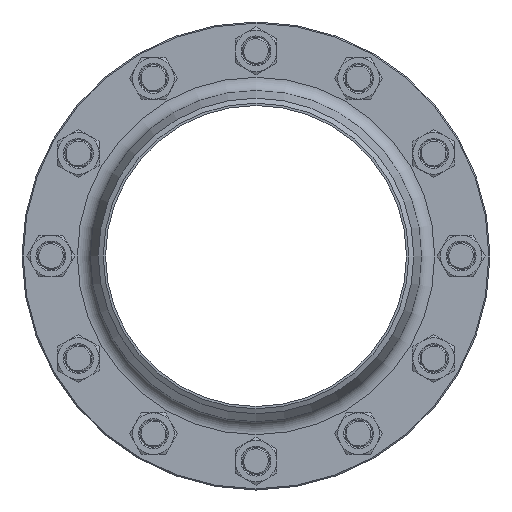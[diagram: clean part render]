
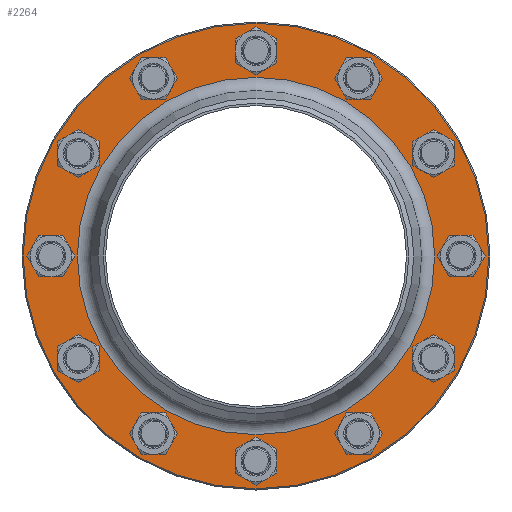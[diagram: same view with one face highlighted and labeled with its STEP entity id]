
A CAD part, left-side view. The second image highlights one B-rep face of the part: STEP entity #2264.
In plain terms, the highlighted planar face has unit normal (-1, 0, 0).
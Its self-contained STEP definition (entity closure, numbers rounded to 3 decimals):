
#1004=FACE_BOUND('',#3929,.T.);
#1005=FACE_BOUND('',#3930,.T.);
#1006=FACE_BOUND('',#3931,.T.);
#1007=FACE_BOUND('',#3932,.T.);
#1008=FACE_BOUND('',#3933,.T.);
#1009=FACE_BOUND('',#3934,.T.);
#1010=FACE_BOUND('',#3935,.T.);
#1011=FACE_BOUND('',#3936,.T.);
#1012=FACE_BOUND('',#3937,.T.);
#1013=FACE_BOUND('',#3938,.T.);
#1014=FACE_BOUND('',#3939,.T.);
#1015=FACE_BOUND('',#3940,.T.);
#1016=FACE_BOUND('',#3941,.T.);
#1017=FACE_BOUND('',#3942,.T.);
#1603=CIRCLE('',#10549,154.6);
#1604=CIRCLE('',#10551,201.5);
#1605=CIRCLE('',#10552,13.5);
#1606=CIRCLE('',#10553,13.5);
#1607=CIRCLE('',#10554,13.5);
#1608=CIRCLE('',#10555,13.5);
#1609=CIRCLE('',#10556,13.5);
#1610=CIRCLE('',#10557,13.5);
#1611=CIRCLE('',#10558,13.5);
#1612=CIRCLE('',#10559,13.5);
#1613=CIRCLE('',#10560,13.5);
#1614=CIRCLE('',#10561,13.5);
#1615=CIRCLE('',#10562,13.5);
#1616=CIRCLE('',#10563,13.5);
#2264=ADVANCED_FACE('',(#1004,#1005,#1006,#1007,#1008,#1009,#1010,#1011,
#1012,#1013,#1014,#1015,#1016,#1017),#2719,.F.);
#2719=PLANE('',#10564);
#3929=EDGE_LOOP('',(#6433));
#3930=EDGE_LOOP('',(#6434));
#3931=EDGE_LOOP('',(#6435));
#3932=EDGE_LOOP('',(#6436));
#3933=EDGE_LOOP('',(#6437));
#3934=EDGE_LOOP('',(#6438));
#3935=EDGE_LOOP('',(#6439));
#3936=EDGE_LOOP('',(#6440));
#3937=EDGE_LOOP('',(#6441));
#3938=EDGE_LOOP('',(#6442));
#3939=EDGE_LOOP('',(#6443));
#3940=EDGE_LOOP('',(#6444));
#3941=EDGE_LOOP('',(#6445));
#3942=EDGE_LOOP('',(#6446));
#6433=ORIENTED_EDGE('',*,*,#8922,.T.);
#6434=ORIENTED_EDGE('',*,*,#8923,.T.);
#6435=ORIENTED_EDGE('',*,*,#8924,.T.);
#6436=ORIENTED_EDGE('',*,*,#8925,.T.);
#6437=ORIENTED_EDGE('',*,*,#8926,.T.);
#6438=ORIENTED_EDGE('',*,*,#8927,.T.);
#6439=ORIENTED_EDGE('',*,*,#8928,.T.);
#6440=ORIENTED_EDGE('',*,*,#8929,.T.);
#6441=ORIENTED_EDGE('',*,*,#8930,.T.);
#6442=ORIENTED_EDGE('',*,*,#8931,.T.);
#6443=ORIENTED_EDGE('',*,*,#8932,.T.);
#6444=ORIENTED_EDGE('',*,*,#8933,.T.);
#6445=ORIENTED_EDGE('',*,*,#8934,.T.);
#6446=ORIENTED_EDGE('',*,*,#8921,.T.);
#7856=VERTEX_POINT('',#16465);
#7857=VERTEX_POINT('',#16468);
#7858=VERTEX_POINT('',#16470);
#7859=VERTEX_POINT('',#16472);
#7860=VERTEX_POINT('',#16474);
#7861=VERTEX_POINT('',#16476);
#7862=VERTEX_POINT('',#16478);
#7863=VERTEX_POINT('',#16480);
#7864=VERTEX_POINT('',#16482);
#7865=VERTEX_POINT('',#16484);
#7866=VERTEX_POINT('',#16486);
#7867=VERTEX_POINT('',#16488);
#7868=VERTEX_POINT('',#16490);
#7869=VERTEX_POINT('',#16492);
#8921=EDGE_CURVE('',#7856,#7856,#1603,.T.);
#8922=EDGE_CURVE('',#7857,#7857,#1604,.T.);
#8923=EDGE_CURVE('',#7858,#7858,#1605,.T.);
#8924=EDGE_CURVE('',#7859,#7859,#1606,.T.);
#8925=EDGE_CURVE('',#7860,#7860,#1607,.T.);
#8926=EDGE_CURVE('',#7861,#7861,#1608,.T.);
#8927=EDGE_CURVE('',#7862,#7862,#1609,.T.);
#8928=EDGE_CURVE('',#7863,#7863,#1610,.T.);
#8929=EDGE_CURVE('',#7864,#7864,#1611,.T.);
#8930=EDGE_CURVE('',#7865,#7865,#1612,.T.);
#8931=EDGE_CURVE('',#7866,#7866,#1613,.T.);
#8932=EDGE_CURVE('',#7867,#7867,#1614,.T.);
#8933=EDGE_CURVE('',#7868,#7868,#1615,.T.);
#8934=EDGE_CURVE('',#7869,#7869,#1616,.T.);
#10549=AXIS2_PLACEMENT_3D('',#16464,#12851,#12852);
#10551=AXIS2_PLACEMENT_3D('',#16467,#12855,#12856);
#10552=AXIS2_PLACEMENT_3D('',#16469,#12857,#12858);
#10553=AXIS2_PLACEMENT_3D('',#16471,#12859,#12860);
#10554=AXIS2_PLACEMENT_3D('',#16473,#12861,#12862);
#10555=AXIS2_PLACEMENT_3D('',#16475,#12863,#12864);
#10556=AXIS2_PLACEMENT_3D('',#16477,#12865,#12866);
#10557=AXIS2_PLACEMENT_3D('',#16479,#12867,#12868);
#10558=AXIS2_PLACEMENT_3D('',#16481,#12869,#12870);
#10559=AXIS2_PLACEMENT_3D('',#16483,#12871,#12872);
#10560=AXIS2_PLACEMENT_3D('',#16485,#12873,#12874);
#10561=AXIS2_PLACEMENT_3D('',#16487,#12875,#12876);
#10562=AXIS2_PLACEMENT_3D('',#16489,#12877,#12878);
#10563=AXIS2_PLACEMENT_3D('',#16491,#12879,#12880);
#10564=AXIS2_PLACEMENT_3D('',#16493,#12881,#12882);
#12851=DIRECTION('',(1.,0.,0.));
#12852=DIRECTION('',(0.,-0.866,-0.5));
#12855=DIRECTION('',(-1.,0.,0.));
#12856=DIRECTION('',(0.,-0.866,-0.5));
#12857=DIRECTION('',(1.,0.,0.));
#12858=DIRECTION('',(0.,-0.866,-0.5));
#12859=DIRECTION('',(1.,0.,0.));
#12860=DIRECTION('',(0.,-0.866,-0.5));
#12861=DIRECTION('',(1.,0.,0.));
#12862=DIRECTION('',(0.,-0.866,-0.5));
#12863=DIRECTION('',(1.,0.,0.));
#12864=DIRECTION('',(0.,-0.866,-0.5));
#12865=DIRECTION('',(1.,0.,0.));
#12866=DIRECTION('',(0.,-0.866,-0.5));
#12867=DIRECTION('',(1.,0.,0.));
#12868=DIRECTION('',(0.,-0.866,-0.5));
#12869=DIRECTION('',(1.,0.,0.));
#12870=DIRECTION('',(0.,-0.866,-0.5));
#12871=DIRECTION('',(1.,0.,0.));
#12872=DIRECTION('',(0.,-0.866,-0.5));
#12873=DIRECTION('',(1.,0.,0.));
#12874=DIRECTION('',(0.,-0.866,-0.5));
#12875=DIRECTION('',(1.,0.,0.));
#12876=DIRECTION('',(0.,-0.866,-0.5));
#12877=DIRECTION('',(1.,0.,0.));
#12878=DIRECTION('',(0.,-0.866,-0.5));
#12879=DIRECTION('',(1.,0.,0.));
#12880=DIRECTION('',(0.,-0.866,-0.5));
#12881=DIRECTION('',(1.,0.,0.));
#12882=DIRECTION('',(0.,-0.866,-0.5));
#16464=CARTESIAN_POINT('',(-35.135,0.,-146.375));
#16465=CARTESIAN_POINT('',(-35.135,-133.888,-223.675));
#16467=CARTESIAN_POINT('',(-35.135,0.,-146.375));
#16468=CARTESIAN_POINT('',(-35.135,-174.504,-247.125));
#16469=CARTESIAN_POINT('',(-35.135,153.72,-235.125));
#16470=CARTESIAN_POINT('',(-35.135,142.028,-241.875));
#16471=CARTESIAN_POINT('',(-35.135,177.5,-146.375));
#16472=CARTESIAN_POINT('',(-35.135,165.809,-153.125));
#16473=CARTESIAN_POINT('',(-35.135,153.72,-57.625));
#16474=CARTESIAN_POINT('',(-35.135,142.028,-64.375));
#16475=CARTESIAN_POINT('',(-35.135,88.75,7.345));
#16476=CARTESIAN_POINT('',(-35.135,77.059,0.595));
#16477=CARTESIAN_POINT('',(-35.135,0.,31.125));
#16478=CARTESIAN_POINT('',(-35.135,-11.691,24.375));
#16479=CARTESIAN_POINT('',(-35.135,-88.75,7.345));
#16480=CARTESIAN_POINT('',(-35.135,-100.441,0.595));
#16481=CARTESIAN_POINT('',(-35.135,-153.72,-57.625));
#16482=CARTESIAN_POINT('',(-35.135,-165.411,-64.375));
#16483=CARTESIAN_POINT('',(-35.135,-177.5,-146.375));
#16484=CARTESIAN_POINT('',(-35.135,-189.191,-153.125));
#16485=CARTESIAN_POINT('',(-35.135,-153.72,-235.125));
#16486=CARTESIAN_POINT('',(-35.135,-165.411,-241.875));
#16487=CARTESIAN_POINT('',(-35.135,-88.75,-300.095));
#16488=CARTESIAN_POINT('',(-35.135,-100.441,-306.845));
#16489=CARTESIAN_POINT('',(-35.135,0.,-323.875));
#16490=CARTESIAN_POINT('',(-35.135,-11.691,-330.625));
#16491=CARTESIAN_POINT('',(-35.135,88.75,-300.095));
#16492=CARTESIAN_POINT('',(-35.135,77.059,-306.845));
#16493=CARTESIAN_POINT('',(-35.135,77.3,-280.263));
